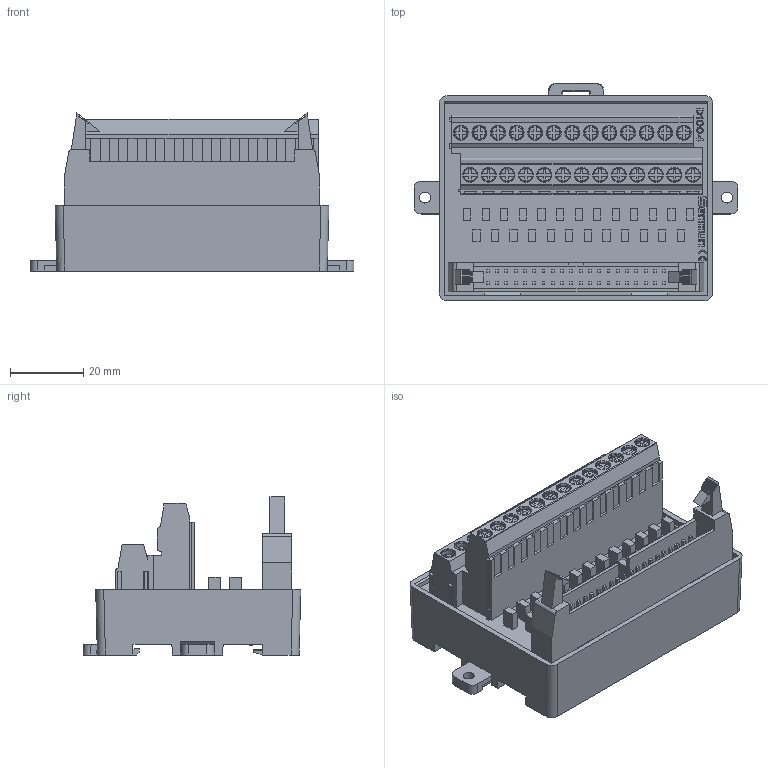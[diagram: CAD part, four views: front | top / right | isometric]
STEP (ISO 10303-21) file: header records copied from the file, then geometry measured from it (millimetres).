
FILE_DESCRIPTION(/* description */ (''),/* implementation_level */ '2;1');
FILE_NAME(/* name */ 'D1004-E.stp',/* time_stamp */ '2024-08-08T08:48:33+08:00',/* author */ (''),/* organization */ (''),/* preprocessor_version */ 'ST-DEVELOPER v14',/* originating_system */ 'SIEMENS PLM Software NX 8.0',/* authorisation */ '');
FILE_SCHEMA (('AUTOMOTIVE_DESIGN { 1 0 10303 214 3 1 1 1 }'));
Length unit declared in the file: millimetre
Products named in the file (1): Admi3C3451A8vhuo
Bounding box: 88.6 x 59.51 x 43.25 mm (x, y, z)
Volume: 90266 mm3; surface area: 31508.1 mm2
Topology: 3 solids, 28 shells, 1898 faces, 4853 edges, 3182 vertices
Faces by surface type: plane 1582, cylinder 152, torus 88, cone 66, extrusion 8, bspline 2
Full cylindrical faces by diameter (mm): 3 x2, 4.1 x16, 4.13 x16
Entity records: 59836 total; most frequent: CARTESIAN_POINT 12706, ORIENTED_EDGE 9550, DIRECTION 8658, EDGE_CURVE 4775, VECTOR 4004, LINE 3996, VERTEX_POINT 3158, AXIS2_PLACEMENT_3D 2327
